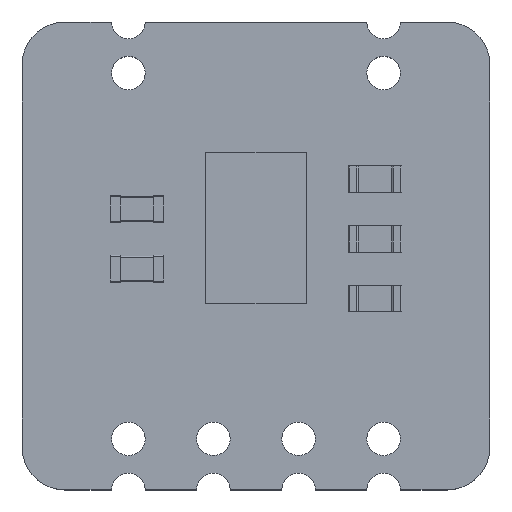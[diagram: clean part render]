
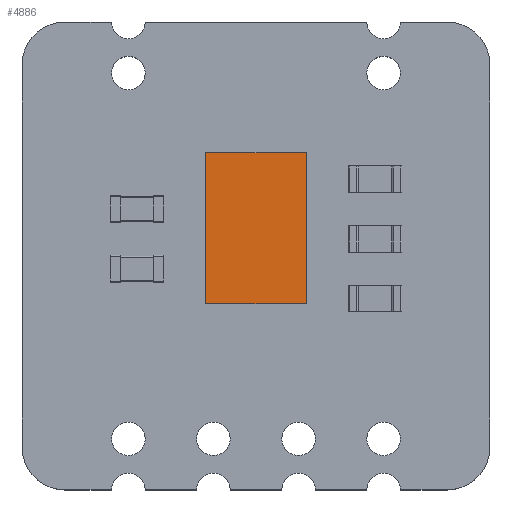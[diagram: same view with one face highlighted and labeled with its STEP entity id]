
A CAD part, top view. The second image highlights one B-rep face of the part: STEP entity #4886.
In plain terms, the highlighted face is planar.
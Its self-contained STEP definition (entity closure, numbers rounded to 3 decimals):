
#208=FACE_OUTER_BOUND('',#494,.T.);
#494=EDGE_LOOP('',(#3446,#3447,#3448,#3449));
#936=LINE('',#7283,#1529);
#939=LINE('',#7289,#1532);
#942=LINE('',#7295,#1535);
#944=LINE('',#7298,#1537);
#1529=VECTOR('',#5924,1.);
#1532=VECTOR('',#5929,1.);
#1535=VECTOR('',#5934,1.);
#1537=VECTOR('',#5938,1.);
#2111=VERTEX_POINT('',#7276);
#2114=VERTEX_POINT('',#7281);
#2116=VERTEX_POINT('',#7287);
#2118=VERTEX_POINT('',#7293);
#2616=EDGE_CURVE('',#2111,#2114,#936,.T.);
#2619=EDGE_CURVE('',#2114,#2116,#939,.T.);
#2622=EDGE_CURVE('',#2116,#2118,#942,.T.);
#2624=EDGE_CURVE('',#2118,#2111,#944,.T.);
#3446=ORIENTED_EDGE('',*,*,#2616,.T.);
#3447=ORIENTED_EDGE('',*,*,#2619,.T.);
#3448=ORIENTED_EDGE('',*,*,#2622,.T.);
#3449=ORIENTED_EDGE('',*,*,#2624,.T.);
#4542=PLANE('',#5333);
#4886=ADVANCED_FACE('',(#208),#4542,.T.);
#5333=AXIS2_PLACEMENT_3D('',#7299,#5939,#5940);
#5924=DIRECTION('',(0.,0.,1.));
#5929=DIRECTION('',(1.,0.,0.));
#5934=DIRECTION('',(0.,0.,-1.));
#5938=DIRECTION('',(-1.,0.,0.));
#5939=DIRECTION('center_axis',(0.,1.,0.));
#5940=DIRECTION('ref_axis',(0.,0.,1.));
#7276=CARTESIAN_POINT('',(-2.25,1.,-1.5));
#7281=CARTESIAN_POINT('',(-2.25,1.,1.5));
#7283=CARTESIAN_POINT('',(-2.25,1.,1.5));
#7287=CARTESIAN_POINT('',(2.25,1.,1.5));
#7289=CARTESIAN_POINT('',(2.25,1.,1.5));
#7293=CARTESIAN_POINT('',(2.25,1.,-1.5));
#7295=CARTESIAN_POINT('',(2.25,1.,1.5));
#7298=CARTESIAN_POINT('',(2.25,1.,-1.5));
#7299=CARTESIAN_POINT('Origin',(0.,1.,0.));
